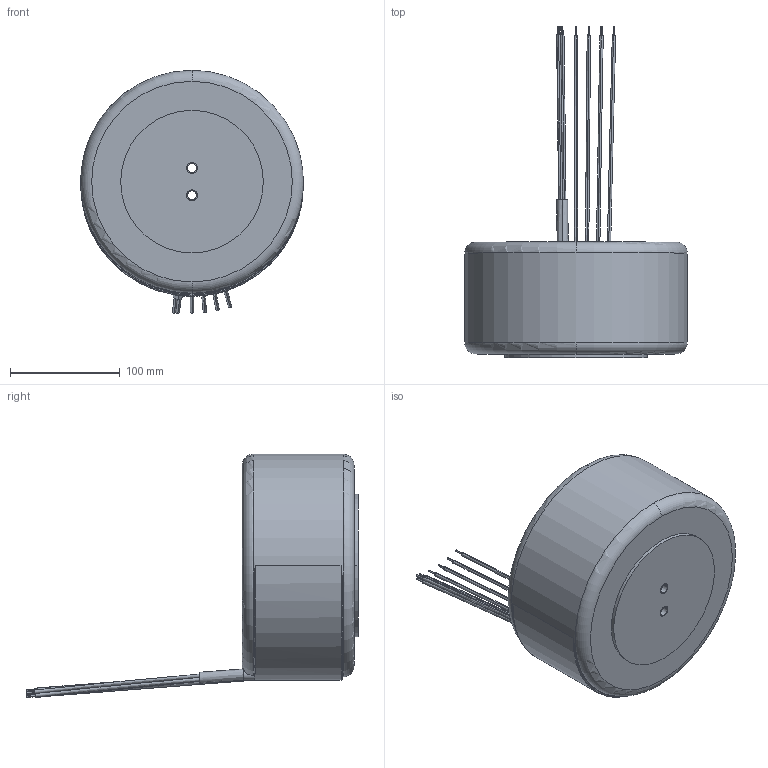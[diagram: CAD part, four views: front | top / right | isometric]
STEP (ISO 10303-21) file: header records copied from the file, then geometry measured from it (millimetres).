
FILE_DESCRIPTION (( 'STEP AP214' ), '1' );
FILE_NAME ('316682.STEP', '2020-11-17T14:22:45', ( '' ), ( '' ), 'SwSTEP 2.0', 'SolidWorks 2018', '' );
FILE_SCHEMA (( 'AUTOMOTIVE_DESIGN' ));
Length unit declared in the file: millimetre
Products named in the file (1): 316682
Bounding box: 203 x 302.72 x 221.91 mm (x, y, z)
Volume: 3269927.6 mm3; surface area: 156689.2 mm2
Topology: 1 solids, 1 shells, 142 faces, 333 edges, 209 vertices
Faces by surface type: cylinder 52, bspline 36, plane 35, torus 19
Entity records: 9868 total; most frequent: CARTESIAN_POINT 6679, DIRECTION 672, ORIENTED_EDGE 666, EDGE_CURVE 333, AXIS2_PLACEMENT_3D 310, VERTEX_POINT 209, CIRCLE 203, EDGE_LOOP 164
